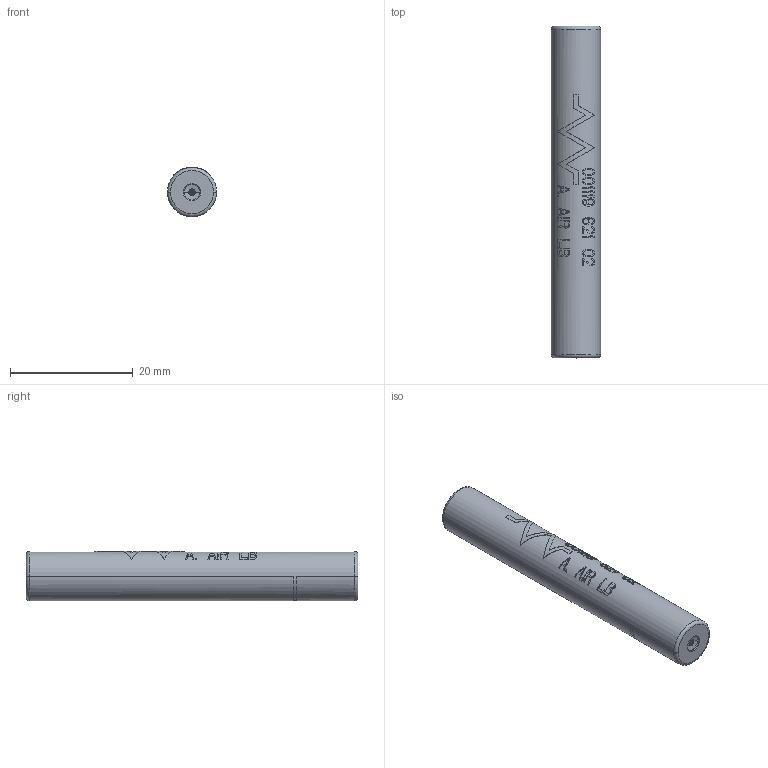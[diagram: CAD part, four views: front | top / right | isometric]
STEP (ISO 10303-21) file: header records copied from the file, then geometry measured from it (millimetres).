
FILE_DESCRIPTION((''),'2;1');
FILE_NAME('00111962102','2020-05-26T',('presta_be4'),(''),'CREO PARAMETRIC BY PTC INC, 2018360','CREO PARAMETRIC BY PTC INC, 2018360','');
FILE_SCHEMA(('CONFIG_CONTROL_DESIGN'));
Length unit declared in the file: millimetre
Products named in the file (1): 00111962102
Bounding box: 8 x 54 x 8.05 mm (x, y, z)
Volume: 2020.1 mm3; surface area: 2733.6 mm2
Topology: 2 solids, 3 shells, 743 faces, 1995 edges, 1302 vertices
Faces by surface type: plane 514, cylinder 139, torus 48, cone 30, bspline 12
Entity records: 25025 total; most frequent: CARTESIAN_POINT 7352, ORIENTED_EDGE 3990, DIRECTION 3233, EDGE_CURVE 1995, VERTEX_POINT 1302, AXIS2_PLACEMENT_3D 1205, VECTOR 823, LINE 823
